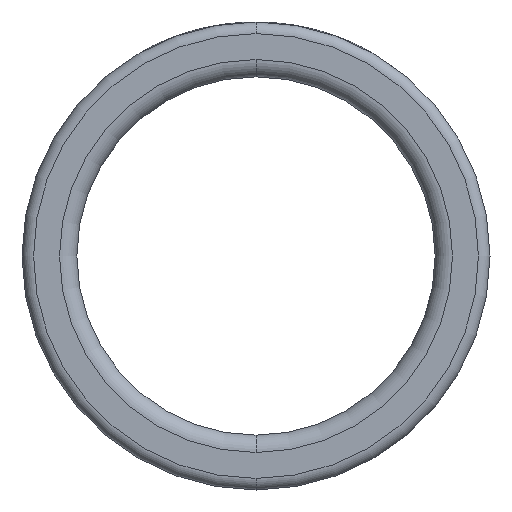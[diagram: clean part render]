
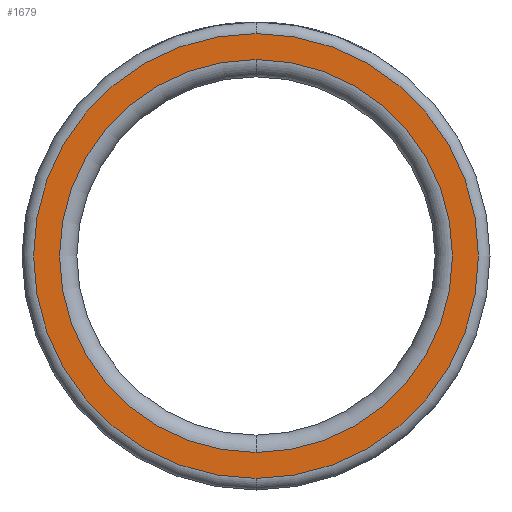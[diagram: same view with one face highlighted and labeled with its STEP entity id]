
A CAD part, front view. The second image highlights one B-rep face of the part: STEP entity #1679.
In plain terms, the highlighted planar face has unit normal (0, -1, 0).
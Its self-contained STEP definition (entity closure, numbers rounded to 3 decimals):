
#98 = EDGE_CURVE ( 'NONE', #2495, #617, #1589, .T. ) ;
#268 = DIRECTION ( 'NONE',  ( 0., -1., 0. ) ) ;
#421 = ORIENTED_EDGE ( 'NONE', *, *, #1823, .T. ) ;
#505 = CIRCLE ( 'NONE', #2115, 34. ) ;
#550 = ORIENTED_EDGE ( 'NONE', *, *, #98, .T. ) ;
#554 = PLANE ( 'NONE',  #903 ) ;
#569 = DIRECTION ( 'NONE',  ( 0., -1., 0. ) ) ;
#617 = VERTEX_POINT ( 'NONE', #1958 ) ;
#701 = FACE_OUTER_BOUND ( 'NONE', #1988, .T. ) ;
#839 = FACE_BOUND ( 'NONE', #1219, .T. ) ;
#849 = VERTEX_POINT ( 'NONE', #1090 ) ;
#858 = CARTESIAN_POINT ( 'NONE',  ( 0., -132.5, 0. ) ) ;
#903 = AXIS2_PLACEMENT_3D ( 'NONE', #2268, #569, #1410 ) ;
#1088 = DIRECTION ( 'NONE',  ( 0., -1., 0. ) ) ;
#1090 = CARTESIAN_POINT ( 'NONE',  ( 0., -132.5, -34. ) ) ;
#1101 = EDGE_CURVE ( 'NONE', #849, #2048, #505, .T. ) ;
#1112 = CARTESIAN_POINT ( 'NONE',  ( 0., -132.5, 0. ) ) ;
#1200 = DIRECTION ( 'NONE',  ( 0., -1., 0. ) ) ;
#1208 = DIRECTION ( 'NONE',  ( 0., 0., -1. ) ) ;
#1219 = EDGE_LOOP ( 'NONE', ( #2764, #2052 ) ) ;
#1290 = AXIS2_PLACEMENT_3D ( 'NONE', #1112, #268, #1305 ) ;
#1305 = DIRECTION ( 'NONE',  ( 0., 0., -1. ) ) ;
#1410 = DIRECTION ( 'NONE',  ( 0., 0., -1. ) ) ;
#1456 = DIRECTION ( 'NONE',  ( 0., 0., -1. ) ) ;
#1489 = AXIS2_PLACEMENT_3D ( 'NONE', #858, #1088, #2593 ) ;
#1589 = CIRCLE ( 'NONE', #1290, 38.5 ) ;
#1658 = DIRECTION ( 'NONE',  ( 0., -1., 0. ) ) ;
#1666 = CARTESIAN_POINT ( 'NONE',  ( 0., -132.5, 0. ) ) ;
#1679 = ADVANCED_FACE ( 'NONE', ( #701, #839 ), #554, .T. ) ;
#1691 = AXIS2_PLACEMENT_3D ( 'NONE', #2502, #1200, #1208 ) ;
#1720 = CIRCLE ( 'NONE', #1691, 34. ) ;
#1783 = CIRCLE ( 'NONE', #1489, 38.5 ) ;
#1823 = EDGE_CURVE ( 'NONE', #617, #2495, #1783, .T. ) ;
#1958 = CARTESIAN_POINT ( 'NONE',  ( 0., -132.5, -38.5 ) ) ;
#1970 = EDGE_CURVE ( 'NONE', #2048, #849, #1720, .T. ) ;
#1988 = EDGE_LOOP ( 'NONE', ( #421, #550 ) ) ;
#2048 = VERTEX_POINT ( 'NONE', #2711 ) ;
#2052 = ORIENTED_EDGE ( 'NONE', *, *, #1970, .F. ) ;
#2115 = AXIS2_PLACEMENT_3D ( 'NONE', #1666, #1658, #1456 ) ;
#2268 = CARTESIAN_POINT ( 'NONE',  ( 34., -132.5, 0. ) ) ;
#2284 = CARTESIAN_POINT ( 'NONE',  ( 0., -132.5, 38.5 ) ) ;
#2495 = VERTEX_POINT ( 'NONE', #2284 ) ;
#2502 = CARTESIAN_POINT ( 'NONE',  ( 0., -132.5, 0. ) ) ;
#2593 = DIRECTION ( 'NONE',  ( 0., 0., -1. ) ) ;
#2711 = CARTESIAN_POINT ( 'NONE',  ( 0., -132.5, 34. ) ) ;
#2764 = ORIENTED_EDGE ( 'NONE', *, *, #1101, .F. ) ;
